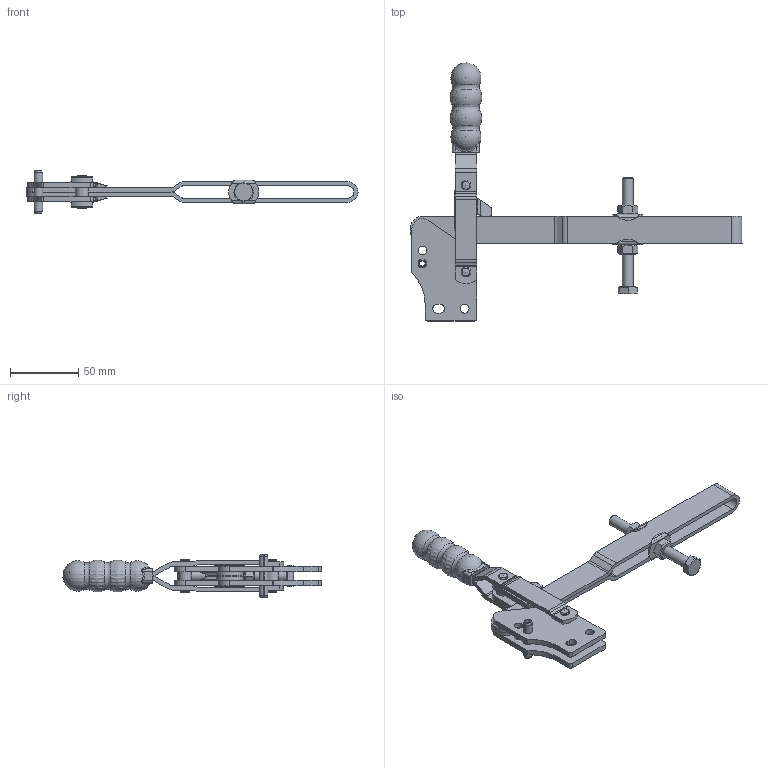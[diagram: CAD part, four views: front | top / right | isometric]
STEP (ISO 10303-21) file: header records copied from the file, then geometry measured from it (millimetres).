
FILE_DESCRIPTION(/* description */ (''),/* implementation_level */ '2;1');
FILE_NAME(/* name */ 'MG2U-125-1.stp',/* time_stamp */ '2016-06-28T14:31:06+01:00',/* author */ ('carl'),/* organization */ (''),/* preprocessor_version */ 'ST-DEVELOPER v16.1',/* originating_system */ 'Autodesk Inventor 2016',/* authorisation */ '');
FILE_SCHEMA (('AUTOMOTIVE_DESIGN { 1 0 10303 214 3 1 1 }'));
Length unit declared in the file: millimetre
Products named in the file (8): MG2U-125-1_1; MG2U-125-1_2; MG2U-125-1_3; MG2U-125-1_4; MG2U-125-1_5; MG2U-125-1_6; MG2U-125-1_7; MG2U-125-1
Assembly tree (7 placements, depth 2):
  MG2U-125-1
    MG2U-125-1_1
    MG2U-125-1_2
    MG2U-125-1_3
    MG2U-125-1_4
    MG2U-125-1_5
    MG2U-125-1_6
    MG2U-125-1_7
Bounding box: 243.56 x 189.3 x 31.75 mm (x, y, z)
Volume: 98052.1 mm3; surface area: 60202 mm2
Topology: 8 solids, 9 shells, 336 faces, 877 edges, 569 vertices
Faces by surface type: plane 142, cylinder 124, bspline 28, cone 19, torus 15, sphere 8
Full cylindrical faces by diameter (mm): 6.25 x1, 6.35 x8, 6.37 x4, 6.5 x4, 6.647 x2, 8 x1, 8.5 x2, 9.525 x4, 11.63 x1
Entity records: 13026 total; most frequent: CARTESIAN_POINT 5022, DIRECTION 1619, ORIENTED_EDGE 1578, EDGE_CURVE 789, AXIS2_PLACEMENT_3D 605, VERTEX_POINT 538, EDGE_LOOP 447, LINE 409
